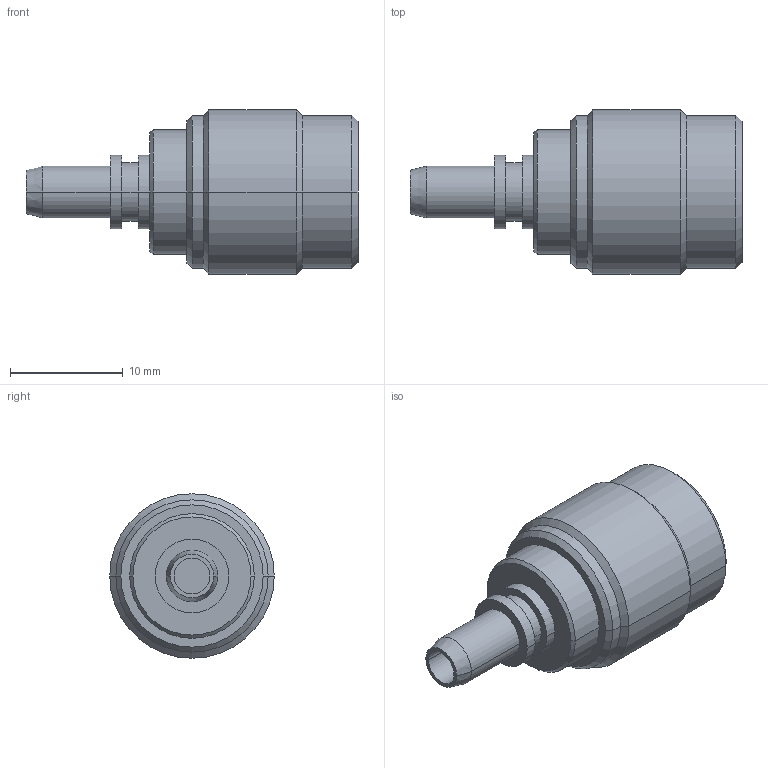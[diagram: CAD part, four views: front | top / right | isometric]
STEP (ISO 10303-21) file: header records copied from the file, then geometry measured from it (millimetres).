
FILE_DESCRIPTION (( 'STEP AP214' ), '1' );
FILE_NAME ('SC4262_3D.STEP', '2022-06-15T22:03:01', ( '' ), ( '' ), 'SwSTEP 2.0', 'SolidWorks 2021', '' );
FILE_SCHEMA (( 'AUTOMOTIVE_DESIGN' ));
Length unit declared in the file: millimetre
Products named in the file (1): SC4262_3D
Bounding box: 29.48 x 14.61 x 14.61 mm (x, y, z)
Volume: 2336 mm3; surface area: 1996.4 mm2
Topology: 1 solids, 1 shells, 87 faces, 172 edges, 99 vertices
Faces by surface type: cone 40, cylinder 30, plane 13, sphere 2, torus 2
Entity records: 2266 total; most frequent: DIRECTION 450, CARTESIAN_POINT 359, ORIENTED_EDGE 344, AXIS2_PLACEMENT_3D 190, EDGE_CURVE 172, CIRCLE 102, EDGE_LOOP 99, VERTEX_POINT 99
